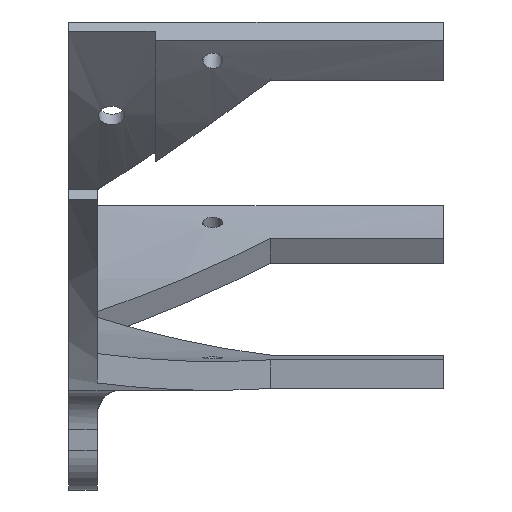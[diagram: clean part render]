
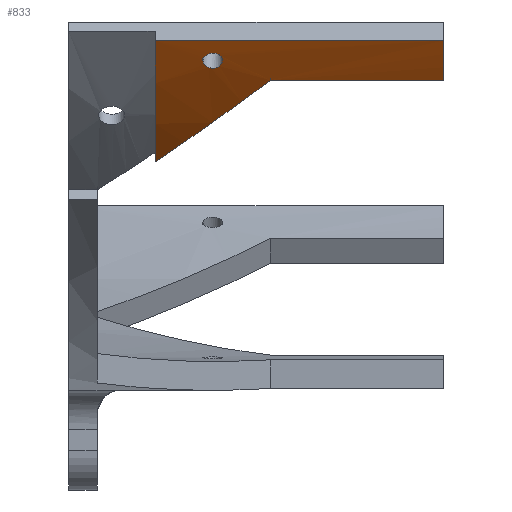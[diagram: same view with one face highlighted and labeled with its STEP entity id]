
A CAD part, left-side view. The second image highlights one B-rep face of the part: STEP entity #833.
In plain terms, the highlighted cylindrical face has radius 160 mm (diameter 320 mm), a partial arc.
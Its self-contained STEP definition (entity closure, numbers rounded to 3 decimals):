
#58=FACE_BOUND('',#159,.T.);
#70=B_SPLINE_CURVE_WITH_KNOTS('',3,(#1257,#1258,#1259,#1260,#1261,#1262,
#1263,#1264,#1265,#1266),.UNSPECIFIED.,.F.,.F.,(4,2,2,2,4),(0.,0.064,
0.128,0.192,0.256),.UNSPECIFIED.);
#71=B_SPLINE_CURVE_WITH_KNOTS('',3,(#1267,#1268,#1269,#1270,#1271,#1272,
#1273,#1274,#1275,#1276,#1277,#1278,#1279,#1280,#1281,#1282,#1283,#1284,
#1285,#1286,#1287,#1288,#1289,#1290,#1291,#1292),.UNSPECIFIED.,.F.,.F.,
(4,2,2,2,2,2,2,2,2,2,2,2,4),(0.256,0.32,0.384,
0.448,0.512,0.576,0.64,
0.704,0.768,0.832,0.897,
0.961,1.025),.UNSPECIFIED.);
#90=ELLIPSE('',#904,226.274,160.);
#99=CYLINDRICAL_SURFACE('',#902,160.);
#118=FACE_OUTER_BOUND('',#158,.T.);
#158=EDGE_LOOP('',(#580,#581,#582,#583,#584));
#159=EDGE_LOOP('',(#585,#586));
#215=LINE('',#1249,#273);
#216=LINE('',#1254,#274);
#273=VECTOR('',#1012,10.);
#274=VECTOR('',#1017,10.);
#325=CIRCLE('',#897,160.);
#328=CIRCLE('',#903,160.);
#366=VERTEX_POINT('',#1227);
#367=VERTEX_POINT('',#1229);
#374=VERTEX_POINT('',#1248);
#375=VERTEX_POINT('',#1250);
#376=VERTEX_POINT('',#1252);
#377=VERTEX_POINT('',#1255);
#378=VERTEX_POINT('',#1256);
#449=EDGE_CURVE('',#367,#366,#325,.T.);
#458=EDGE_CURVE('',#366,#374,#215,.T.);
#459=EDGE_CURVE('',#374,#375,#328,.T.);
#460=EDGE_CURVE('',#376,#375,#90,.T.);
#461=EDGE_CURVE('',#367,#376,#216,.T.);
#462=EDGE_CURVE('',#377,#378,#70,.T.);
#463=EDGE_CURVE('',#378,#377,#71,.T.);
#580=ORIENTED_EDGE('',*,*,#449,.T.);
#581=ORIENTED_EDGE('',*,*,#458,.T.);
#582=ORIENTED_EDGE('',*,*,#459,.T.);
#583=ORIENTED_EDGE('',*,*,#460,.F.);
#584=ORIENTED_EDGE('',*,*,#461,.F.);
#585=ORIENTED_EDGE('',*,*,#462,.T.);
#586=ORIENTED_EDGE('',*,*,#463,.T.);
#833=ADVANCED_FACE('',(#118,#58),#99,.T.);
#897=AXIS2_PLACEMENT_3D('',#1230,#994,#995);
#902=AXIS2_PLACEMENT_3D('',#1247,#1010,#1011);
#903=AXIS2_PLACEMENT_3D('',#1251,#1013,#1014);
#904=AXIS2_PLACEMENT_3D('',#1253,#1015,#1016);
#994=DIRECTION('center_axis',(0.,1.,0.));
#995=DIRECTION('ref_axis',(-1.,0.,0.));
#1010=DIRECTION('center_axis',(0.,1.,0.));
#1011=DIRECTION('ref_axis',(-1.,0.,0.));
#1012=DIRECTION('',(0.,1.,0.));
#1013=DIRECTION('center_axis',(0.,-1.,0.));
#1014=DIRECTION('ref_axis',(-1.,0.,0.));
#1015=DIRECTION('center_axis',(0.455,-0.707,-0.542));
#1016=DIRECTION('ref_axis',(-0.455,-0.707,0.542));
#1017=DIRECTION('',(0.,1.,0.));
#1227=CARTESIAN_POINT('',(-125.411,75.,-99.358));
#1229=CARTESIAN_POINT('',(-119.626,75.,-106.253));
#1230=CARTESIAN_POINT('Origin',(0.,75.,0.));
#1247=CARTESIAN_POINT('Origin',(0.,0.,0.));
#1248=CARTESIAN_POINT('',(-125.411,125.,-99.358));
#1249=CARTESIAN_POINT('',(-125.411,0.,-99.358));
#1250=CARTESIAN_POINT('',(-105.373,125.,-120.401));
#1251=CARTESIAN_POINT('Origin',(0.,125.,0.));
#1252=CARTESIAN_POINT('',(-119.626,105.,-106.253));
#1253=CARTESIAN_POINT('Origin',(0.,100.5,0.));
#1254=CARTESIAN_POINT('',(-119.626,0.,-106.253));
#1255=CARTESIAN_POINT('',(-123.653,115.,-101.538));
#1256=CARTESIAN_POINT('',(-122.567,113.3,-102.846));
#1257=CARTESIAN_POINT('Ctrl Pts',(-123.653,115.,-101.538));
#1258=CARTESIAN_POINT('Ctrl Pts',(-123.653,114.787,-101.538));
#1259=CARTESIAN_POINT('Ctrl Pts',(-123.626,114.559,-101.571));
#1260=CARTESIAN_POINT('Ctrl Pts',(-123.516,114.14,-101.705));
#1261=CARTESIAN_POINT('Ctrl Pts',(-123.432,113.949,-101.806));
#1262=CARTESIAN_POINT('Ctrl Pts',(-123.24,113.647,-102.039));
#1263=CARTESIAN_POINT('Ctrl Pts',(-123.118,113.516,-102.186));
#1264=CARTESIAN_POINT('Ctrl Pts',(-122.85,113.343,-102.508));
#1265=CARTESIAN_POINT('Ctrl Pts',(-122.704,113.3,-102.682));
#1266=CARTESIAN_POINT('Ctrl Pts',(-122.567,113.3,-102.846));
#1267=CARTESIAN_POINT('Ctrl Pts',(-122.567,113.3,-102.846));
#1268=CARTESIAN_POINT('Ctrl Pts',(-122.43,113.3,-103.01));
#1269=CARTESIAN_POINT('Ctrl Pts',(-122.283,113.343,-103.184));
#1270=CARTESIAN_POINT('Ctrl Pts',(-122.013,113.516,-103.503));
#1271=CARTESIAN_POINT('Ctrl Pts',(-121.889,113.647,-103.649));
#1272=CARTESIAN_POINT('Ctrl Pts',(-121.693,113.949,-103.879));
#1273=CARTESIAN_POINT('Ctrl Pts',(-121.608,114.14,-103.978));
#1274=CARTESIAN_POINT('Ctrl Pts',(-121.495,114.559,-104.11));
#1275=CARTESIAN_POINT('Ctrl Pts',(-121.467,114.787,-104.142));
#1276=CARTESIAN_POINT('Ctrl Pts',(-121.467,115.213,-104.142));
#1277=CARTESIAN_POINT('Ctrl Pts',(-121.495,115.441,-104.11));
#1278=CARTESIAN_POINT('Ctrl Pts',(-121.608,115.86,-103.978));
#1279=CARTESIAN_POINT('Ctrl Pts',(-121.693,116.051,-103.879));
#1280=CARTESIAN_POINT('Ctrl Pts',(-121.889,116.353,-103.649));
#1281=CARTESIAN_POINT('Ctrl Pts',(-122.013,116.484,-103.503));
#1282=CARTESIAN_POINT('Ctrl Pts',(-122.283,116.657,-103.184));
#1283=CARTESIAN_POINT('Ctrl Pts',(-122.43,116.7,-103.01));
#1284=CARTESIAN_POINT('Ctrl Pts',(-122.704,116.7,-102.682));
#1285=CARTESIAN_POINT('Ctrl Pts',(-122.85,116.657,-102.508));
#1286=CARTESIAN_POINT('Ctrl Pts',(-123.118,116.484,-102.186));
#1287=CARTESIAN_POINT('Ctrl Pts',(-123.24,116.353,-102.039));
#1288=CARTESIAN_POINT('Ctrl Pts',(-123.432,116.051,-101.806));
#1289=CARTESIAN_POINT('Ctrl Pts',(-123.516,115.86,-101.705));
#1290=CARTESIAN_POINT('Ctrl Pts',(-123.626,115.441,-101.571));
#1291=CARTESIAN_POINT('Ctrl Pts',(-123.653,115.213,-101.538));
#1292=CARTESIAN_POINT('Ctrl Pts',(-123.653,115.,-101.538));
